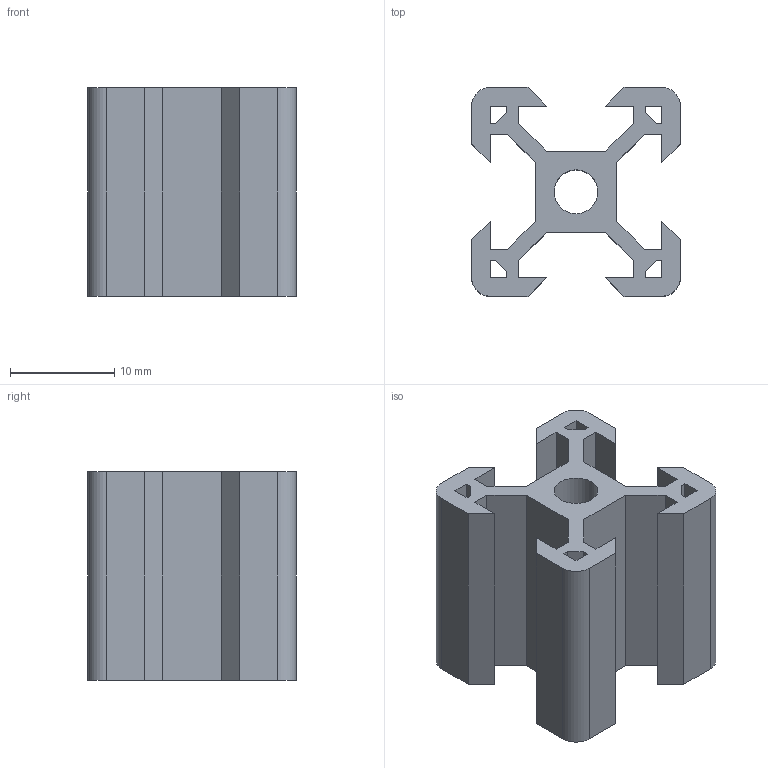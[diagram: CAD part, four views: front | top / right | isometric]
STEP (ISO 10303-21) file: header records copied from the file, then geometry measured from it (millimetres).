
FILE_DESCRIPTION((''),'2;1');
FILE_NAME('vslot 20 x 20 v2.ipt.step','2014-04-22T18:03:04',(''),(''),'Autodesk Inventor 2013','Autodesk Inventor 2013','');
FILE_SCHEMA(('AUTOMOTIVE_DESIGN { 1 0 10303 214 1 1 1 1 }'));
Length unit declared in the file: millimetre
Products named in the file (1): vslot 20 x 20 v2
Bounding box: 20 x 20 x 20 mm (x, y, z)
Volume: 3227.6 mm3; surface area: 4008.7 mm2
Topology: 1 solids, 1 shells, 71 faces, 207 edges, 138 vertices
Faces by surface type: plane 66, cylinder 5
Full cylindrical faces by diameter (mm): 4.2 x1
Entity records: 2352 total; most frequent: CARTESIAN_POINT 416, ORIENTED_EDGE 412, DIRECTION 360, EDGE_CURVE 206, VECTOR 196, LINE 196, VERTEX_POINT 138, AXIS2_PLACEMENT_3D 82
